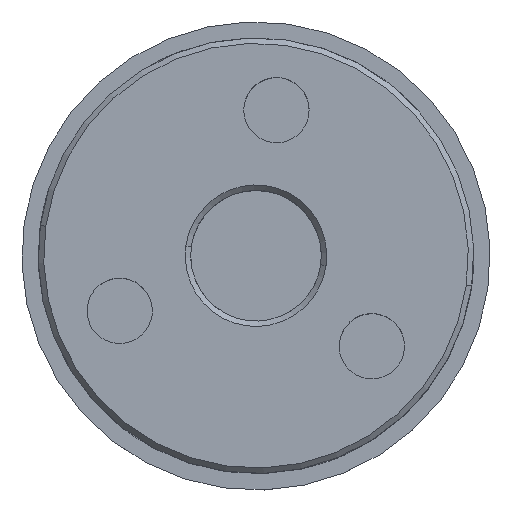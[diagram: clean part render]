
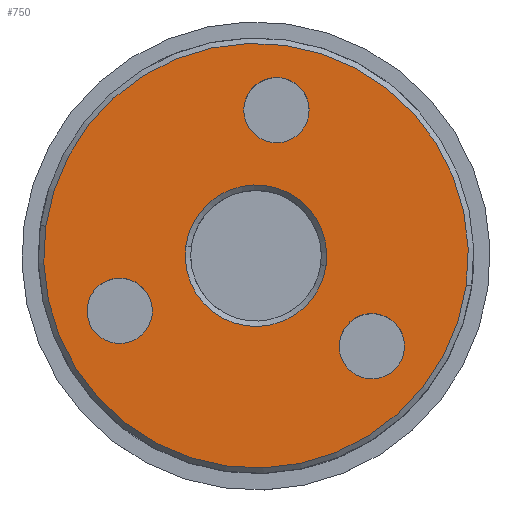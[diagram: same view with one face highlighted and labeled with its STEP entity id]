
A CAD part, top view. The second image highlights one B-rep face of the part: STEP entity #750.
In plain terms, the highlighted planar face has unit normal (0, 0, 1).
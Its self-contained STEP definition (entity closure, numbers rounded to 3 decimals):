
#62 = DIRECTION ( 'NONE',  ( 0., 0., 1. ) ) ;
#84 = EDGE_CURVE ( 'NONE', #1469, #2482, #1073, .T. ) ;
#110 = CIRCLE ( 'NONE', #1794, 19.5 ) ;
#112 = CIRCLE ( 'NONE', #2527, 3. ) ;
#128 = CARTESIAN_POINT ( 'NONE',  ( 10.638, -8.311, 7.2 ) ) ;
#135 = CARTESIAN_POINT ( 'NONE',  ( -12.517, -5.057, 7.2 ) ) ;
#154 = ORIENTED_EDGE ( 'NONE', *, *, #84, .T. ) ;
#179 = EDGE_CURVE ( 'NONE', #893, #2245, #2221, .T. ) ;
#198 = DIRECTION ( 'NONE',  ( 0., 0., 1. ) ) ;
#230 = CARTESIAN_POINT ( 'NONE',  ( -6.437, 0.905, 7.2 ) ) ;
#260 = DIRECTION ( 'NONE',  ( 0.99, -0.139, 0. ) ) ;
#265 = CARTESIAN_POINT ( 'NONE',  ( -19.31, 2.714, 7.2 ) ) ;
#274 = EDGE_LOOP ( 'NONE', ( #1649, #2043 ) ) ;
#301 = AXIS2_PLACEMENT_3D ( 'NONE', #2608, #62, #260 ) ;
#372 = CARTESIAN_POINT ( 'NONE',  ( -12.517, -5.057, 7.2 ) ) ;
#400 = DIRECTION ( 'NONE',  ( 0.99, -0.139, 0. ) ) ;
#411 = DIRECTION ( 'NONE',  ( 0., 0., -1. ) ) ;
#458 = DIRECTION ( 'NONE',  ( 0.99, -0.139, 0. ) ) ;
#466 = DIRECTION ( 'NONE',  ( 0., -1., 0. ) ) ;
#479 = FACE_OUTER_BOUND ( 'NONE', #2800, .T. ) ;
#482 = VERTEX_POINT ( 'NONE', #230 ) ;
#509 = CARTESIAN_POINT ( 'NONE',  ( 4.85, 12.951, 7.2 ) ) ;
#593 = CARTESIAN_POINT ( 'NONE',  ( 13.609, -8.729, 7.2 ) ) ;
#658 = CIRCLE ( 'NONE', #2236, 3. ) ;
#669 = ORIENTED_EDGE ( 'NONE', *, *, #2062, .T. ) ;
#697 = AXIS2_PLACEMENT_3D ( 'NONE', #1383, #198, #2308 ) ;
#710 = PLANE ( 'NONE',  #2026 ) ;
#720 = DIRECTION ( 'NONE',  ( 0.99, -0.139, 0. ) ) ;
#738 = FACE_BOUND ( 'NONE', #2185, .T. ) ;
#750 = ADVANCED_FACE ( 'NONE', ( #1862, #738, #3004, #479, #2301 ), #710, .F. ) ;
#762 = VERTEX_POINT ( 'NONE', #1390 ) ;
#772 = DIRECTION ( 'NONE',  ( 0.99, -0.139, 0. ) ) ;
#776 = CARTESIAN_POINT ( 'NONE',  ( -1.092, 13.786, 7.2 ) ) ;
#796 = CIRCLE ( 'NONE', #1707, 6.5 ) ;
#830 = AXIS2_PLACEMENT_3D ( 'NONE', #372, #2759, #458 ) ;
#893 = VERTEX_POINT ( 'NONE', #776 ) ;
#955 = EDGE_LOOP ( 'NONE', ( #1210, #2889 ) ) ;
#1011 = CARTESIAN_POINT ( 'NONE',  ( 0., 0., 7.2 ) ) ;
#1025 = DIRECTION ( 'NONE',  ( 0., 0., 1. ) ) ;
#1061 = VERTEX_POINT ( 'NONE', #1825 ) ;
#1073 = CIRCLE ( 'NONE', #830, 3. ) ;
#1113 = EDGE_CURVE ( 'NONE', #1061, #1176, #110, .T. ) ;
#1171 = CARTESIAN_POINT ( 'NONE',  ( 0., 13.5, 7.2 ) ) ;
#1176 = VERTEX_POINT ( 'NONE', #265 ) ;
#1210 = ORIENTED_EDGE ( 'NONE', *, *, #2672, .F. ) ;
#1249 = CARTESIAN_POINT ( 'NONE',  ( 6.437, -0.905, 7.2 ) ) ;
#1272 = CARTESIAN_POINT ( 'NONE',  ( 0., 0., 7.2 ) ) ;
#1372 = CARTESIAN_POINT ( 'NONE',  ( 0., 0., 7.2 ) ) ;
#1383 = CARTESIAN_POINT ( 'NONE',  ( 10.638, -8.311, 7.2 ) ) ;
#1384 = CARTESIAN_POINT ( 'NONE',  ( -15.488, -4.64, 7.2 ) ) ;
#1390 = CARTESIAN_POINT ( 'NONE',  ( 7.667, -7.894, 7.2 ) ) ;
#1408 = CIRCLE ( 'NONE', #2583, 19.5 ) ;
#1441 = CARTESIAN_POINT ( 'NONE',  ( 1.879, 13.369, 7.2 ) ) ;
#1464 = EDGE_CURVE ( 'NONE', #762, #1677, #112, .T. ) ;
#1469 = VERTEX_POINT ( 'NONE', #1961 ) ;
#1552 = EDGE_CURVE ( 'NONE', #1677, #762, #2826, .T. ) ;
#1649 = ORIENTED_EDGE ( 'NONE', *, *, #1552, .F. ) ;
#1677 = VERTEX_POINT ( 'NONE', #593 ) ;
#1707 = AXIS2_PLACEMENT_3D ( 'NONE', #1011, #2854, #772 ) ;
#1716 = DIRECTION ( 'NONE',  ( 0.99, -0.139, 0. ) ) ;
#1794 = AXIS2_PLACEMENT_3D ( 'NONE', #2063, #2298, #720 ) ;
#1825 = CARTESIAN_POINT ( 'NONE',  ( 19.31, -2.714, 7.2 ) ) ;
#1862 = FACE_BOUND ( 'NONE', #955, .T. ) ;
#1961 = CARTESIAN_POINT ( 'NONE',  ( -9.546, -5.475, 7.2 ) ) ;
#1998 = ORIENTED_EDGE ( 'NONE', *, *, #2792, .T. ) ;
#2000 = DIRECTION ( 'NONE',  ( 0.99, -0.139, 0. ) ) ;
#2026 = AXIS2_PLACEMENT_3D ( 'NONE', #1171, #2568, #466 ) ;
#2043 = ORIENTED_EDGE ( 'NONE', *, *, #1464, .F. ) ;
#2061 = DIRECTION ( 'NONE',  ( 0., 0., -1. ) ) ;
#2062 = EDGE_CURVE ( 'NONE', #1176, #1061, #1408, .T. ) ;
#2063 = CARTESIAN_POINT ( 'NONE',  ( 0., 0., 7.2 ) ) ;
#2075 = ORIENTED_EDGE ( 'NONE', *, *, #2546, .T. ) ;
#2185 = EDGE_LOOP ( 'NONE', ( #154, #1998 ) ) ;
#2192 = DIRECTION ( 'NONE',  ( 0., 0., 1. ) ) ;
#2221 = CIRCLE ( 'NONE', #301, 3. ) ;
#2236 = AXIS2_PLACEMENT_3D ( 'NONE', #135, #411, #2000 ) ;
#2245 = VERTEX_POINT ( 'NONE', #509 ) ;
#2247 = DIRECTION ( 'NONE',  ( 0., 0., 1. ) ) ;
#2298 = DIRECTION ( 'NONE',  ( 0., 0., 1. ) ) ;
#2301 = FACE_BOUND ( 'NONE', #2466, .T. ) ;
#2308 = DIRECTION ( 'NONE',  ( 0.99, -0.139, 0. ) ) ;
#2376 = VERTEX_POINT ( 'NONE', #1249 ) ;
#2466 = EDGE_LOOP ( 'NONE', ( #2075, #2552 ) ) ;
#2482 = VERTEX_POINT ( 'NONE', #1384 ) ;
#2485 = AXIS2_PLACEMENT_3D ( 'NONE', #1372, #2061, #2797 ) ;
#2527 = AXIS2_PLACEMENT_3D ( 'NONE', #128, #2247, #400 ) ;
#2536 = CIRCLE ( 'NONE', #2886, 3. ) ;
#2546 = EDGE_CURVE ( 'NONE', #482, #2376, #2686, .T. ) ;
#2552 = ORIENTED_EDGE ( 'NONE', *, *, #2678, .T. ) ;
#2568 = DIRECTION ( 'NONE',  ( 0., 0., -1. ) ) ;
#2583 = AXIS2_PLACEMENT_3D ( 'NONE', #1272, #2192, #2913 ) ;
#2608 = CARTESIAN_POINT ( 'NONE',  ( 1.879, 13.369, 7.2 ) ) ;
#2672 = EDGE_CURVE ( 'NONE', #2245, #893, #2536, .T. ) ;
#2678 = EDGE_CURVE ( 'NONE', #2376, #482, #796, .T. ) ;
#2686 = CIRCLE ( 'NONE', #2485, 6.5 ) ;
#2741 = ORIENTED_EDGE ( 'NONE', *, *, #1113, .T. ) ;
#2759 = DIRECTION ( 'NONE',  ( 0., 0., -1. ) ) ;
#2792 = EDGE_CURVE ( 'NONE', #2482, #1469, #658, .T. ) ;
#2797 = DIRECTION ( 'NONE',  ( 0.99, -0.139, 0. ) ) ;
#2800 = EDGE_LOOP ( 'NONE', ( #2741, #669 ) ) ;
#2826 = CIRCLE ( 'NONE', #697, 3. ) ;
#2854 = DIRECTION ( 'NONE',  ( 0., 0., -1. ) ) ;
#2886 = AXIS2_PLACEMENT_3D ( 'NONE', #1441, #1025, #1716 ) ;
#2889 = ORIENTED_EDGE ( 'NONE', *, *, #179, .F. ) ;
#2913 = DIRECTION ( 'NONE',  ( 0.99, -0.139, 0. ) ) ;
#3004 = FACE_BOUND ( 'NONE', #274, .T. ) ;
